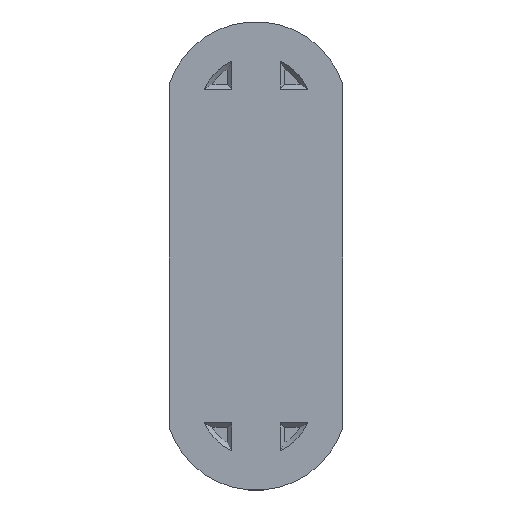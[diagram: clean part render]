
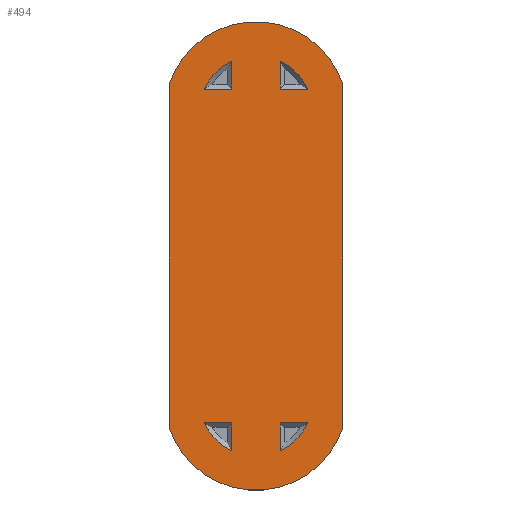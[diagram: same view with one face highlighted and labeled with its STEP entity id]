
A CAD part, top view. The second image highlights one B-rep face of the part: STEP entity #494.
In plain terms, the highlighted planar face has unit normal (0, 0, 1).
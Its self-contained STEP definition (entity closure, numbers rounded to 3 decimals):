
#15=FACE_BOUND('',#113,.T.);
#16=FACE_BOUND('',#114,.T.);
#17=FACE_BOUND('',#115,.T.);
#18=FACE_BOUND('',#116,.T.);
#40=CIRCLE('',#523,8.);
#42=CIRCLE('',#526,5.);
#44=CIRCLE('',#534,5.);
#49=CIRCLE('',#546,5.);
#51=CIRCLE('',#550,5.);
#52=CIRCLE('',#554,8.);
#82=FACE_OUTER_BOUND('',#112,.T.);
#112=EDGE_LOOP('',(#413,#414,#415,#416));
#113=EDGE_LOOP('',(#417,#418,#419));
#114=EDGE_LOOP('',(#420,#421,#422));
#115=EDGE_LOOP('',(#423,#424,#425));
#116=EDGE_LOOP('',(#426,#427,#428));
#138=LINE('',#760,#178);
#141=LINE('',#764,#181);
#143=LINE('',#775,#183);
#146=LINE('',#781,#186);
#150=LINE('',#813,#190);
#151=LINE('',#822,#191);
#155=LINE('',#845,#195);
#156=LINE('',#847,#196);
#157=LINE('',#850,#197);
#158=LINE('',#853,#198);
#178=VECTOR('',#608,10.);
#181=VECTOR('',#613,10.);
#183=VECTOR('',#619,10.);
#186=VECTOR('',#624,10.);
#190=VECTOR('',#652,10.);
#191=VECTOR('',#655,10.);
#195=VECTOR('',#673,10.);
#196=VECTOR('',#676,10.);
#197=VECTOR('',#679,10.);
#198=VECTOR('',#682,10.);
#215=VERTEX_POINT('',#738);
#216=VERTEX_POINT('',#740);
#219=VERTEX_POINT('',#747);
#220=VERTEX_POINT('',#751);
#222=VERTEX_POINT('',#759);
#225=VERTEX_POINT('',#770);
#226=VERTEX_POINT('',#774);
#228=VERTEX_POINT('',#780);
#234=VERTEX_POINT('',#810);
#235=VERTEX_POINT('',#812);
#236=VERTEX_POINT('',#818);
#240=VERTEX_POINT('',#833);
#241=VERTEX_POINT('',#837);
#242=VERTEX_POINT('',#843);
#243=VERTEX_POINT('',#849);
#244=VERTEX_POINT('',#851);
#265=EDGE_CURVE('',#215,#216,#40,.T.);
#269=EDGE_CURVE('',#220,#219,#42,.T.);
#272=EDGE_CURVE('',#222,#220,#138,.T.);
#275=EDGE_CURVE('',#219,#222,#141,.T.);
#278=EDGE_CURVE('',#226,#225,#143,.T.);
#281=EDGE_CURVE('',#228,#226,#146,.T.);
#284=EDGE_CURVE('',#225,#228,#44,.T.);
#294=EDGE_CURVE('',#235,#234,#150,.T.);
#297=EDGE_CURVE('',#234,#236,#151,.T.);
#298=EDGE_CURVE('',#236,#235,#49,.T.);
#303=EDGE_CURVE('',#241,#240,#51,.T.);
#306=EDGE_CURVE('',#240,#242,#155,.T.);
#307=EDGE_CURVE('',#242,#241,#156,.T.);
#308=EDGE_CURVE('',#243,#215,#157,.T.);
#309=EDGE_CURVE('',#244,#243,#52,.T.);
#310=EDGE_CURVE('',#216,#244,#158,.T.);
#413=ORIENTED_EDGE('',*,*,#308,.F.);
#414=ORIENTED_EDGE('',*,*,#309,.F.);
#415=ORIENTED_EDGE('',*,*,#310,.F.);
#416=ORIENTED_EDGE('',*,*,#265,.F.);
#417=ORIENTED_EDGE('',*,*,#278,.T.);
#418=ORIENTED_EDGE('',*,*,#284,.T.);
#419=ORIENTED_EDGE('',*,*,#281,.T.);
#420=ORIENTED_EDGE('',*,*,#269,.T.);
#421=ORIENTED_EDGE('',*,*,#275,.T.);
#422=ORIENTED_EDGE('',*,*,#272,.T.);
#423=ORIENTED_EDGE('',*,*,#298,.T.);
#424=ORIENTED_EDGE('',*,*,#294,.T.);
#425=ORIENTED_EDGE('',*,*,#297,.T.);
#426=ORIENTED_EDGE('',*,*,#307,.T.);
#427=ORIENTED_EDGE('',*,*,#303,.T.);
#428=ORIENTED_EDGE('',*,*,#306,.T.);
#465=PLANE('',#553);
#494=ADVANCED_FACE('',(#82,#15,#16,#17,#18),#465,.T.);
#523=AXIS2_PLACEMENT_3D('',#741,#596,#597);
#526=AXIS2_PLACEMENT_3D('',#752,#603,#604);
#534=AXIS2_PLACEMENT_3D('',#787,#629,#630);
#546=AXIS2_PLACEMENT_3D('',#824,#658,#659);
#550=AXIS2_PLACEMENT_3D('',#838,#668,#669);
#553=AXIS2_PLACEMENT_3D('',#848,#677,#678);
#554=AXIS2_PLACEMENT_3D('',#852,#680,#681);
#596=DIRECTION('center_axis',(0.,0.,-1.));
#597=DIRECTION('ref_axis',(1.,0.,0.));
#603=DIRECTION('center_axis',(0.,0.,-1.));
#604=DIRECTION('ref_axis',(0.908,0.42,0.));
#608=DIRECTION('',(0.,1.,0.));
#613=DIRECTION('',(-1.,0.,0.));
#619=DIRECTION('',(-1.,0.,0.));
#624=DIRECTION('',(0.,-1.,0.));
#629=DIRECTION('center_axis',(0.,0.,-1.));
#630=DIRECTION('ref_axis',(-0.42,0.908,0.));
#652=DIRECTION('',(1.,0.,0.));
#655=DIRECTION('',(0.,-1.,0.));
#658=DIRECTION('center_axis',(0.,0.,-1.));
#659=DIRECTION('ref_axis',(-0.908,-0.42,0.));
#668=DIRECTION('center_axis',(0.,0.,-1.));
#669=DIRECTION('ref_axis',(0.42,-0.908,0.));
#673=DIRECTION('',(0.,1.,0.));
#676=DIRECTION('',(1.,0.,0.));
#677=DIRECTION('center_axis',(0.,0.,1.));
#678=DIRECTION('ref_axis',(1.,0.,0.));
#679=DIRECTION('',(0.,1.,0.));
#680=DIRECTION('center_axis',(0.,0.,-1.));
#681=DIRECTION('ref_axis',(1.,0.,0.));
#682=DIRECTION('',(0.,-1.,0.));
#738=CARTESIAN_POINT('',(-7.6,2.498,3.));
#740=CARTESIAN_POINT('',(7.6,2.498,3.));
#741=CARTESIAN_POINT('Origin',(0.,0.,3.));
#747=CARTESIAN_POINT('',(4.538,2.1,3.));
#751=CARTESIAN_POINT('',(2.1,4.538,3.));
#752=CARTESIAN_POINT('Origin',(0.,0.,3.));
#759=CARTESIAN_POINT('',(2.1,2.1,3.));
#760=CARTESIAN_POINT('',(2.1,2.269,3.));
#764=CARTESIAN_POINT('',(-2.95,2.1,3.));
#770=CARTESIAN_POINT('',(-4.538,2.1,3.));
#774=CARTESIAN_POINT('',(-2.1,2.1,3.));
#775=CARTESIAN_POINT('',(-6.269,2.1,3.));
#780=CARTESIAN_POINT('',(-2.1,4.538,3.));
#781=CARTESIAN_POINT('',(-2.1,1.05,3.));
#787=CARTESIAN_POINT('Origin',(0.,0.,3.));
#810=CARTESIAN_POINT('',(-2.1,-27.1,3.));
#812=CARTESIAN_POINT('',(-4.538,-27.1,3.));
#813=CARTESIAN_POINT('',(-5.05,-27.1,3.));
#818=CARTESIAN_POINT('',(-2.1,-29.538,3.));
#822=CARTESIAN_POINT('',(-2.1,-27.269,3.));
#824=CARTESIAN_POINT('Origin',(0.,-25.,3.));
#833=CARTESIAN_POINT('',(2.1,-29.538,3.));
#837=CARTESIAN_POINT('',(4.538,-27.1,3.));
#838=CARTESIAN_POINT('Origin',(0.,-25.,3.));
#843=CARTESIAN_POINT('',(2.1,-27.1,3.));
#845=CARTESIAN_POINT('',(2.1,-26.05,3.));
#847=CARTESIAN_POINT('',(-1.731,-27.1,3.));
#848=CARTESIAN_POINT('Origin',(-8.,-25.,3.));
#849=CARTESIAN_POINT('',(-7.6,-27.498,3.));
#850=CARTESIAN_POINT('',(-7.6,0.,3.));
#851=CARTESIAN_POINT('',(7.6,-27.498,3.));
#852=CARTESIAN_POINT('Origin',(0.,-25.,3.));
#853=CARTESIAN_POINT('',(7.6,0.,3.));
